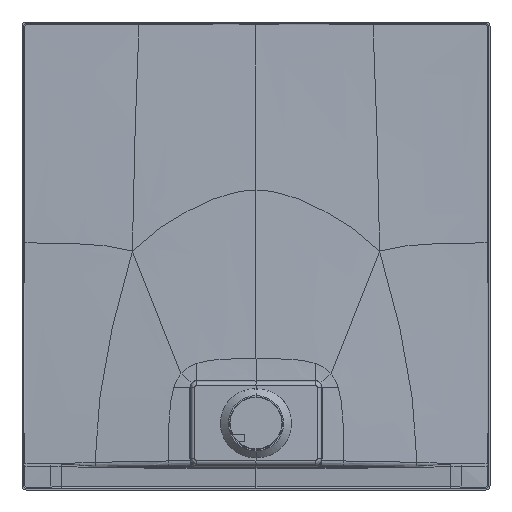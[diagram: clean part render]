
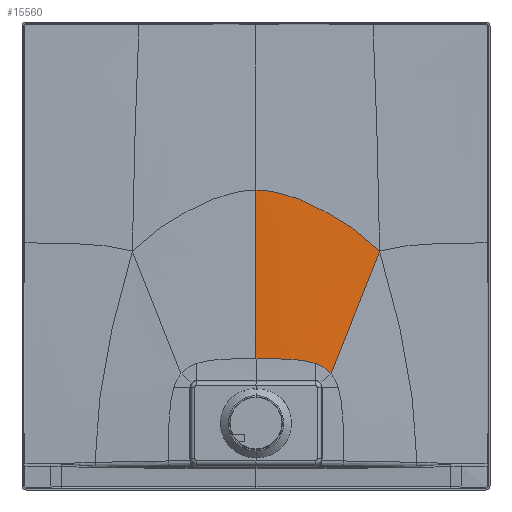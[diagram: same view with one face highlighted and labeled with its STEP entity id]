
A CAD part, front view. The second image highlights one B-rep face of the part: STEP entity #15560.
In plain terms, the highlighted free-form (B-spline) face has degree [3, 3] with [9, 8] control points.
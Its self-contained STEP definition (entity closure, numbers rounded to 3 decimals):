
#1057=CARTESIAN_POINT('',(101.029,-15.899,216.296));
#1058=CARTESIAN_POINT('',(106.844,-15.898,214.313));
#1059=CARTESIAN_POINT('',(117.11,-15.898,209.474));
#1060=CARTESIAN_POINT('',(124.974,-15.897,202.508));
#1061=CARTESIAN_POINT('',(128.382,-15.897,198.399));
#1075=CARTESIAN_POINT('',(0.,-15.899,
225.067));
#1077=CARTESIAN_POINT('',(0.,-15.899,
225.067));
#1078=CARTESIAN_POINT('',(5.829,-15.899,225.067));
#1079=CARTESIAN_POINT('',(17.035,-15.899,225.03));
#1080=CARTESIAN_POINT('',(37.711,-15.899,224.725));
#1081=CARTESIAN_POINT('',(60.433,-15.899,223.759));
#1082=CARTESIAN_POINT('',(83.12,-15.899,221.18));
#1083=CARTESIAN_POINT('',(95.474,-15.899,218.19));
#1084=CARTESIAN_POINT('',(101.029,-15.899,216.296));
#1086=CARTESIAN_POINT('',(101.029,-15.899,216.296));
#4339=CARTESIAN_POINT('',(211.392,-8.159,408.37));
#4906=CARTESIAN_POINT('',(211.392,-8.159,408.37));
#4907=CARTESIAN_POINT('',(208.554,-8.335,401.908));
#4908=CARTESIAN_POINT('',(203.029,-8.694,389.255));
#4909=CARTESIAN_POINT('',(192.695,-9.422,365.186));
#4910=CARTESIAN_POINT('',(176.668,-10.709,326.568));
#4911=CARTESIAN_POINT('',(159.618,-12.449,281.144));
#4912=CARTESIAN_POINT('',(143.748,-14.262,236.256));
#4913=CARTESIAN_POINT('',(133.597,-15.359,210.373));
#4914=CARTESIAN_POINT('',(128.382,-15.897,198.399));
#4916=DIRECTION('',(0.,-0.022,-1.));
#4917=VECTOR('',#4916,287.572);
#4918=CARTESIAN_POINT('',(0.,-9.449,
512.567));
#4919=LINE('',#4918,#4917);
#5266=CARTESIAN_POINT('',(211.392,-8.159,408.37));
#5267=CARTESIAN_POINT('',(202.479,-8.268,417.192));
#5268=CARTESIAN_POINT('',(184.508,-8.46,433.133));
#5269=CARTESIAN_POINT('',(148.52,-8.76,459.335));
#5270=CARTESIAN_POINT('',(104.09,-9.056,484.74));
#5271=CARTESIAN_POINT('',(51.773,-9.356,506.64));
#5272=CARTESIAN_POINT('',(17.226,-9.449,512.567));
#5273=CARTESIAN_POINT('',(0.,-9.449,
512.567));
#5637=VERTEX_POINT('',#1086);
#5638=VERTEX_POINT('',#1061);
#5639=VERTEX_POINT('',#1075);
#5947=VERTEX_POINT('',#4339);
#5966=CARTESIAN_POINT('',(0.,-9.449,
512.567));
#5967=VERTEX_POINT('',#5966);
#15478=CARTESIAN_POINT('',(-1.332,-15.965,
222.121));
#15479=CARTESIAN_POINT('',(16.977,-15.965,
222.127));
#15480=CARTESIAN_POINT('',(48.747,-15.965,
221.903));
#15481=CARTESIAN_POINT('',(84.797,-15.964,
218.99));
#15482=CARTESIAN_POINT('',(106.548,-15.962,
212.945));
#15483=CARTESIAN_POINT('',(120.09,-15.962,
204.875));
#15484=CARTESIAN_POINT('',(125.65,-15.963,
199.514));
#15485=CARTESIAN_POINT('',(128.202,-15.963,
196.371));
#15486=CARTESIAN_POINT('',(-1.332,-15.406,
247.06));
#15487=CARTESIAN_POINT('',(16.974,-15.406,
247.089));
#15488=CARTESIAN_POINT('',(49.093,-15.408,
245.984));
#15489=CARTESIAN_POINT('',(86.407,-15.417,
239.733));
#15490=CARTESIAN_POINT('',(109.565,-15.422,
230.145));
#15491=CARTESIAN_POINT('',(124.433,-15.417,
219.23));
#15492=CARTESIAN_POINT('',(130.749,-15.409,
212.474));
#15493=CARTESIAN_POINT('',(133.717,-15.403,
208.627));
#15494=CARTESIAN_POINT('',(-1.324,-14.309,
295.958));
#15495=CARTESIAN_POINT('',(16.858,-14.309,
296.031));
#15496=CARTESIAN_POINT('',(49.474,-14.314,
293.201));
#15497=CARTESIAN_POINT('',(89.138,-14.337,
280.631));
#15498=CARTESIAN_POINT('',(115.048,-14.349,
264.677));
#15499=CARTESIAN_POINT('',(132.562,-14.329,
248.882));
#15500=CARTESIAN_POINT('',(140.404,-14.302,
239.779));
#15501=CARTESIAN_POINT('',(144.219,-14.284,
234.742));
#15502=CARTESIAN_POINT('',(-1.29,-12.674,
368.813));
#15503=CARTESIAN_POINT('',(16.411,-12.674,
368.944));
#15504=CARTESIAN_POINT('',(49.316,-12.671,
363.87));
#15505=CARTESIAN_POINT('',(92.361,-12.666,
343.471));
#15506=CARTESIAN_POINT('',(122.812,-12.64,
320.03));
#15507=CARTESIAN_POINT('',(144.857,-12.559,
298.512));
#15508=CARTESIAN_POINT('',(155.311,-12.487,
286.535));
#15509=CARTESIAN_POINT('',(160.564,-12.441,
279.968));
#15510=CARTESIAN_POINT('',(-1.263,-11.33,
428.707));
#15511=CARTESIAN_POINT('',(16.057,-11.331,
428.866));
#15512=CARTESIAN_POINT('',(49.236,-11.3,
422.721));
#15513=CARTESIAN_POINT('',(95.508,-11.204,
398.878));
#15514=CARTESIAN_POINT('',(130.748,-11.081,
372.068));
#15515=CARTESIAN_POINT('',(157.782,-10.904,
347.174));
#15516=CARTESIAN_POINT('',(171.096,-10.774,
333.025));
#15517=CARTESIAN_POINT('',(177.889,-10.695,
325.161));
#15518=CARTESIAN_POINT('',(-1.265,-10.39,
470.634));
#15519=CARTESIAN_POINT('',(16.075,-10.391,
470.795));
#15520=CARTESIAN_POINT('',(49.913,-10.331,
464.562));
#15521=CARTESIAN_POINT('',(99.131,-10.136,
440.795));
#15522=CARTESIAN_POINT('',(138.664,-9.925,
413.935));
#15523=CARTESIAN_POINT('',(170.209,-9.675,
387.802));
#15524=CARTESIAN_POINT('',(186.045,-9.506,
372.355));
#15525=CARTESIAN_POINT('',(194.152,-9.404,
363.626));
#15526=CARTESIAN_POINT('',(-1.275,-9.838,
495.229));
#15527=CARTESIAN_POINT('',(16.202,-9.84,
495.386));
#15528=CARTESIAN_POINT('',(50.629,-9.761,
489.294));
#15529=CARTESIAN_POINT('',(101.831,-9.503,
466.294));
#15530=CARTESIAN_POINT('',(144.156,-9.241,
440.084));
#15531=CARTESIAN_POINT('',(178.587,-8.955,
413.566));
#15532=CARTESIAN_POINT('',(195.998,-8.766,
397.448));
#15533=CARTESIAN_POINT('',(204.905,-8.654,
388.251));
#15534=CARTESIAN_POINT('',(-1.284,-9.555,
507.845));
#15535=CARTESIAN_POINT('',(16.313,-9.557,
507.998));
#15536=CARTESIAN_POINT('',(51.125,-9.468,
502.043));
#15537=CARTESIAN_POINT('',(103.44,-9.177,
479.68));
#15538=CARTESIAN_POINT('',(147.286,-8.89,
454.027));
#15539=CARTESIAN_POINT('',(183.263,-8.59,
427.423));
#15540=CARTESIAN_POINT('',(201.498,-8.393,
410.992));
#15541=CARTESIAN_POINT('',(210.817,-8.276,
401.571));
#15542=CARTESIAN_POINT('',(-1.29,-9.406,
514.47));
#15543=CARTESIAN_POINT('',(16.385,-9.409,
514.622));
#15544=CARTESIAN_POINT('',(51.423,-9.314,
508.755));
#15545=CARTESIAN_POINT('',(104.35,-9.007,
486.785));
#15546=CARTESIAN_POINT('',(149.016,-8.708,
461.478));
#15547=CARTESIAN_POINT('',(185.814,-8.4,
434.851));
#15548=CARTESIAN_POINT('',(204.48,-8.2,
418.264));
#15549=CARTESIAN_POINT('',(214.013,-8.081,
408.732));
#15550=B_SPLINE_SURFACE_WITH_KNOTS('',3,3,((#15478,#15479,#15480,#15481,#15482,
#15483,#15484,#15485),(#15486,#15487,#15488,#15489,#15490,#15491,#15492,#15493),
(#15494,#15495,#15496,#15497,#15498,#15499,#15500,#15501),(#15502,#15503,#15504,
#15505,#15506,#15507,#15508,#15509),(#15510,#15511,#15512,#15513,#15514,#15515,
#15516,#15517),(#15518,#15519,#15520,#15521,#15522,#15523,#15524,#15525),
(#15526,#15527,#15528,#15529,#15530,#15531,#15532,#15533),(#15534,#15535,#15536,
#15537,#15538,#15539,#15540,#15541),(#15542,#15543,#15544,#15545,#15546,#15547,
#15548,#15549)),.UNSPECIFIED.,.F.,.F.,.F.,(4,1,1,1,1,1,4),(4,1,1,1,1,4),(
-0.005,0.125,0.25,0.375,0.438,0.469,0.503),
(-0.003,0.125,0.25,0.375,0.438,0.504),
.UNSPECIFIED.);
#15552=ORIENTED_EDGE('',*,*,#15551,.F.);
#15554=ORIENTED_EDGE('',*,*,#15553,.F.);
#15555=ORIENTED_EDGE('',*,*,#15286,.T.);
#15556=ORIENTED_EDGE('',*,*,#7632,.F.);
#15557=ORIENTED_EDGE('',*,*,#7698,.F.);
#15558=EDGE_LOOP('',(#15552,#15554,#15555,#15556,#15557));
#15559=FACE_OUTER_BOUND('',#15558,.F.);
#15560=ADVANCED_FACE('',(#15559),#15550,.F.);
#1062=B_SPLINE_CURVE_WITH_KNOTS('',3,(#1057,#1058,#1059,#1060,#1061),
.UNSPECIFIED.,.F.,.F.,(4,1,4),(0.,0.5,1.),.UNSPECIFIED.);
#1085=B_SPLINE_CURVE_WITH_KNOTS('',3,(#1077,#1078,#1079,#1080,#1081,#1082,#1083,
#1084),.UNSPECIFIED.,.F.,.F.,(4,1,1,1,1,4),(0.,0.125,
0.25,0.5,0.75,1.),.UNSPECIFIED.);
#4915=B_SPLINE_CURVE_WITH_KNOTS('',3,(#4906,#4907,#4908,#4909,#4910,#4911,#4912,
#4913,#4914),.UNSPECIFIED.,.F.,.F.,(4,1,1,1,1,1,4),(0.,0.063,
0.125,0.25,0.5,0.75,1.),
.UNSPECIFIED.);
#5274=B_SPLINE_CURVE_WITH_KNOTS('',3,(#5266,#5267,#5268,#5269,#5270,#5271,#5272,
#5273),.UNSPECIFIED.,.F.,.F.,(4,1,1,1,1,4),(0.,0.125,
0.25,0.5,0.75,1.),.UNSPECIFIED.);
#7632=EDGE_CURVE('',#5637,#5638,#1062,.T.);
#7698=EDGE_CURVE('',#5639,#5637,#1085,.T.);
#15286=EDGE_CURVE('',#5947,#5638,#4915,.T.);
#15551=EDGE_CURVE('',#5967,#5639,#4919,.T.);
#15553=EDGE_CURVE('',#5947,#5967,#5274,.T.);
